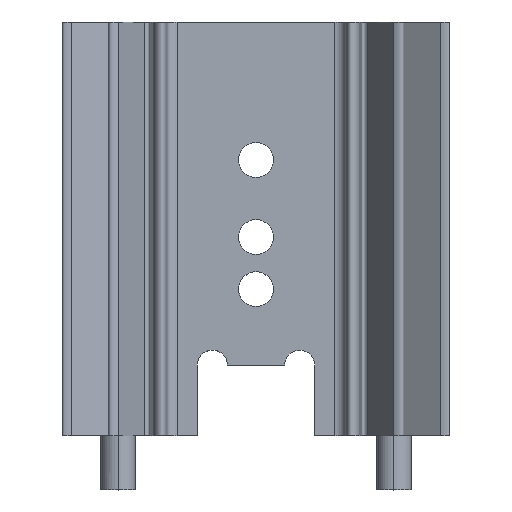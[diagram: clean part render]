
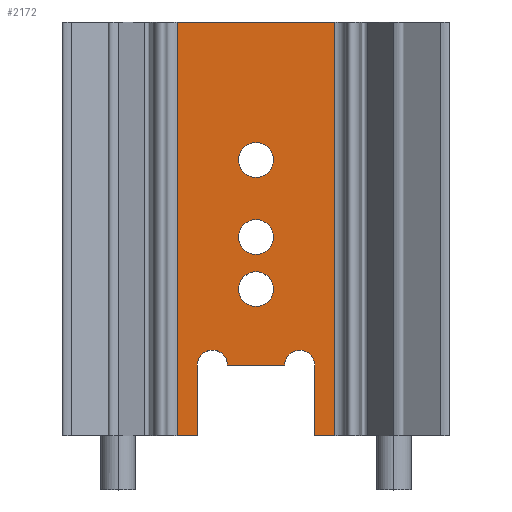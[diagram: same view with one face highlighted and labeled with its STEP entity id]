
A CAD part, top view. The second image highlights one B-rep face of the part: STEP entity #2172.
In plain terms, the highlighted planar face has unit normal (0, 0, 1).
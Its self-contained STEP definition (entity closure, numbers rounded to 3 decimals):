
#17 = EDGE_CURVE ( 'NONE', #2197, #2091, #316, .T. ) ;
#40 = CIRCLE ( 'NONE', #1418, 1.6 ) ;
#42 = VERTEX_POINT ( 'NONE', #1735 ) ;
#51 = DIRECTION ( 'NONE',  ( -1., 0., 0. ) ) ;
#120 = DIRECTION ( 'NONE',  ( 0., 0., -1. ) ) ;
#175 = LINE ( 'NONE', #1424, #693 ) ;
#316 = CIRCLE ( 'NONE', #1263, 1.6 ) ;
#325 = EDGE_LOOP ( 'NONE', ( #925, #1737 ) ) ;
#376 = VERTEX_POINT ( 'NONE', #3081 ) ;
#378 = CARTESIAN_POINT ( 'NONE',  ( 23.019, 6.5, -14.247 ) ) ;
#396 = DIRECTION ( 'NONE',  ( 1., 0., 0. ) ) ;
#404 = CARTESIAN_POINT ( 'NONE',  ( 18.779, 25.4, -14.247 ) ) ;
#443 = DIRECTION ( 'NONE',  ( 1., 0., 0. ) ) ;
#445 = DIRECTION ( 'NONE',  ( 0., 0., -1. ) ) ;
#457 = CARTESIAN_POINT ( 'NONE',  ( 16.365, 6.5, -14.247 ) ) ;
#459 = EDGE_CURVE ( 'NONE', #2916, #42, #1461, .T. ) ;
#468 = CARTESIAN_POINT ( 'NONE',  ( 21.979, 25.4, -14.247 ) ) ;
#500 = DIRECTION ( 'NONE',  ( 0., 1., 0. ) ) ;
#513 = CARTESIAN_POINT ( 'NONE',  ( 21.979, 18.3, -14.247 ) ) ;
#589 = DIRECTION ( 'NONE',  ( 0., 0., -1. ) ) ;
#625 = EDGE_CURVE ( 'NONE', #3116, #1611, #40, .T. ) ;
#647 = VERTEX_POINT ( 'NONE', #2426 ) ;
#650 = DIRECTION ( 'NONE',  ( 0., -1., 0. ) ) ;
#664 = CARTESIAN_POINT ( 'NONE',  ( 13.108, 38.1, -14.247 ) ) ;
#668 = EDGE_CURVE ( 'NONE', #3410, #2276, #175, .T. ) ;
#676 = CARTESIAN_POINT ( 'NONE',  ( 0., 6.5, -14.247 ) ) ;
#686 = VERTEX_POINT ( 'NONE', #2709 ) ;
#693 = VECTOR ( 'NONE', #1891, 1000. ) ;
#697 = DIRECTION ( 'NONE',  ( 0., 0., -1. ) ) ;
#698 = FACE_BOUND ( 'NONE', #1331, .T. ) ;
#699 = CARTESIAN_POINT ( 'NONE',  ( 0., 38.1, -14.247 ) ) ;
#716 = EDGE_LOOP ( 'NONE', ( #935, #3305 ) ) ;
#717 = DIRECTION ( 'NONE',  ( 0., 0., -1. ) ) ;
#755 = EDGE_CURVE ( 'NONE', #2594, #376, #3017, .T. ) ;
#784 = EDGE_CURVE ( 'NONE', #3094, #1605, #2021, .T. ) ;
#795 = VERTEX_POINT ( 'NONE', #1973 ) ;
#805 = CIRCLE ( 'NONE', #1949, 1.6 ) ;
#838 = CIRCLE ( 'NONE', #926, 1.6 ) ;
#918 = PLANE ( 'NONE',  #2546 ) ;
#924 = EDGE_CURVE ( 'NONE', #3426, #647, #1576, .T. ) ;
#925 = ORIENTED_EDGE ( 'NONE', *, *, #625, .T. ) ;
#926 = AXIS2_PLACEMENT_3D ( 'NONE', #3493, #2405, #1094 ) ;
#928 = CARTESIAN_POINT ( 'NONE',  ( 24.399, 6.5, -14.247 ) ) ;
#935 = ORIENTED_EDGE ( 'NONE', *, *, #459, .T. ) ;
#1038 = CARTESIAN_POINT ( 'NONE',  ( 25.779, 6.5, -14.247 ) ) ;
#1068 = AXIS2_PLACEMENT_3D ( 'NONE', #2839, #445, #1269 ) ;
#1094 = DIRECTION ( 'NONE',  ( -1., 0., 0. ) ) ;
#1151 = VECTOR ( 'NONE', #650, 1000. ) ;
#1156 = DIRECTION ( 'NONE',  ( -1., 0., 0. ) ) ;
#1235 = DIRECTION ( 'NONE',  ( 1., 0., 0. ) ) ;
#1263 = AXIS2_PLACEMENT_3D ( 'NONE', #1723, #3045, #2770 ) ;
#1269 = DIRECTION ( 'NONE',  ( -1., 0., 0. ) ) ;
#1275 = CARTESIAN_POINT ( 'NONE',  ( 0., 38.1, -14.247 ) ) ;
#1331 = EDGE_LOOP ( 'NONE', ( #2968, #2159 ) ) ;
#1339 = VECTOR ( 'NONE', #396, 1000. ) ;
#1342 = VECTOR ( 'NONE', #1755, 1000. ) ;
#1376 = ORIENTED_EDGE ( 'NONE', *, *, #2632, .F. ) ;
#1377 = ORIENTED_EDGE ( 'NONE', *, *, #2139, .T. ) ;
#1380 = CARTESIAN_POINT ( 'NONE',  ( 14.979, 6.5, -14.247 ) ) ;
#1389 = DIRECTION ( 'NONE',  ( -1., 0., 0. ) ) ;
#1414 = DIRECTION ( 'NONE',  ( 0., 0., -1. ) ) ;
#1418 = AXIS2_PLACEMENT_3D ( 'NONE', #2722, #1414, #51 ) ;
#1424 = CARTESIAN_POINT ( 'NONE',  ( 27.651, 38.1, -14.247 ) ) ;
#1436 = ORIENTED_EDGE ( 'NONE', *, *, #755, .T. ) ;
#1445 = ORIENTED_EDGE ( 'NONE', *, *, #2481, .F. ) ;
#1461 = CIRCLE ( 'NONE', #1068, 1.6 ) ;
#1496 = LINE ( 'NONE', #3180, #2556 ) ;
#1509 = DIRECTION ( 'NONE',  ( -1., 0., 0. ) ) ;
#1532 = VECTOR ( 'NONE', #1235, 1000. ) ;
#1576 = CIRCLE ( 'NONE', #2046, 1.386 ) ;
#1605 = VERTEX_POINT ( 'NONE', #1038 ) ;
#1611 = VERTEX_POINT ( 'NONE', #513 ) ;
#1663 = CARTESIAN_POINT ( 'NONE',  ( 27.651, 38.1, -14.247 ) ) ;
#1673 = EDGE_CURVE ( 'NONE', #686, #3426, #1496, .T. ) ;
#1680 = CARTESIAN_POINT ( 'NONE',  ( 18.779, 13.5, -14.247 ) ) ;
#1699 = ORIENTED_EDGE ( 'NONE', *, *, #1673, .T. ) ;
#1723 = CARTESIAN_POINT ( 'NONE',  ( 20.379, 25.4, -14.247 ) ) ;
#1735 = CARTESIAN_POINT ( 'NONE',  ( 21.979, 13.5, -14.247 ) ) ;
#1737 = ORIENTED_EDGE ( 'NONE', *, *, #3414, .T. ) ;
#1755 = DIRECTION ( 'NONE',  ( -1., 0., 0. ) ) ;
#1769 = CARTESIAN_POINT ( 'NONE',  ( 18.779, 18.3, -14.247 ) ) ;
#1792 = CARTESIAN_POINT ( 'NONE',  ( 13.108, 38.1, -14.247 ) ) ;
#1801 = LINE ( 'NONE', #699, #2998 ) ;
#1813 = AXIS2_PLACEMENT_3D ( 'NONE', #928, #120, #1951 ) ;
#1840 = LINE ( 'NONE', #3044, #1339 ) ;
#1842 = EDGE_CURVE ( 'NONE', #42, #2916, #805, .T. ) ;
#1891 = DIRECTION ( 'NONE',  ( 0., -1., 0. ) ) ;
#1909 = ORIENTED_EDGE ( 'NONE', *, *, #668, .F. ) ;
#1947 = EDGE_CURVE ( 'NONE', #2091, #2197, #2849, .T. ) ;
#1949 = AXIS2_PLACEMENT_3D ( 'NONE', #2403, #589, #1389 ) ;
#1951 = DIRECTION ( 'NONE',  ( -1., 0., 0. ) ) ;
#1973 = CARTESIAN_POINT ( 'NONE',  ( 25.779, 0., -14.247 ) ) ;
#1983 = CARTESIAN_POINT ( 'NONE',  ( 25.779, 38.1, -14.247 ) ) ;
#2006 = LINE ( 'NONE', #676, #1342 ) ;
#2021 = CIRCLE ( 'NONE', #1813, 1.38 ) ;
#2046 = AXIS2_PLACEMENT_3D ( 'NONE', #457, #697, #1509 ) ;
#2057 = LINE ( 'NONE', #3051, #1532 ) ;
#2081 = DIRECTION ( 'NONE',  ( -1., 0., 0. ) ) ;
#2091 = VERTEX_POINT ( 'NONE', #404 ) ;
#2139 = EDGE_CURVE ( 'NONE', #376, #686, #2057, .T. ) ;
#2154 = VECTOR ( 'NONE', #3097, 1000. ) ;
#2159 = ORIENTED_EDGE ( 'NONE', *, *, #17, .T. ) ;
#2172 = ADVANCED_FACE ( 'NONE', ( #698, #2771, #2600, #3237 ), #918, .F. ) ;
#2197 = VERTEX_POINT ( 'NONE', #468 ) ;
#2209 = DIRECTION ( 'NONE',  ( 0., 0., -1. ) ) ;
#2276 = VERTEX_POINT ( 'NONE', #2327 ) ;
#2327 = CARTESIAN_POINT ( 'NONE',  ( 27.651, 0., -14.247 ) ) ;
#2382 = EDGE_LOOP ( 'NONE', ( #1377, #1699, #3403, #1445, #2537, #2642, #2565, #1909, #1376, #1436 ) ) ;
#2403 = CARTESIAN_POINT ( 'NONE',  ( 20.379, 13.5, -14.247 ) ) ;
#2405 = DIRECTION ( 'NONE',  ( 0., 0., -1. ) ) ;
#2426 = CARTESIAN_POINT ( 'NONE',  ( 17.752, 6.5, -14.247 ) ) ;
#2481 = EDGE_CURVE ( 'NONE', #3094, #647, #2006, .T. ) ;
#2537 = ORIENTED_EDGE ( 'NONE', *, *, #784, .T. ) ;
#2546 = AXIS2_PLACEMENT_3D ( 'NONE', #1275, #717, #2081 ) ;
#2556 = VECTOR ( 'NONE', #500, 1000. ) ;
#2565 = ORIENTED_EDGE ( 'NONE', *, *, #3132, .T. ) ;
#2594 = VERTEX_POINT ( 'NONE', #1792 ) ;
#2600 = FACE_BOUND ( 'NONE', #716, .T. ) ;
#2632 = EDGE_CURVE ( 'NONE', #2594, #3410, #1801, .T. ) ;
#2642 = ORIENTED_EDGE ( 'NONE', *, *, #3054, .F. ) ;
#2709 = CARTESIAN_POINT ( 'NONE',  ( 14.979, 0., -14.247 ) ) ;
#2710 = CARTESIAN_POINT ( 'NONE',  ( 20.379, 25.4, -14.247 ) ) ;
#2722 = CARTESIAN_POINT ( 'NONE',  ( 20.379, 18.3, -14.247 ) ) ;
#2770 = DIRECTION ( 'NONE',  ( -1., 0., 0. ) ) ;
#2771 = FACE_BOUND ( 'NONE', #325, .T. ) ;
#2794 = LINE ( 'NONE', #1983, #2154 ) ;
#2839 = CARTESIAN_POINT ( 'NONE',  ( 20.379, 13.5, -14.247 ) ) ;
#2849 = CIRCLE ( 'NONE', #3393, 1.6 ) ;
#2916 = VERTEX_POINT ( 'NONE', #1680 ) ;
#2968 = ORIENTED_EDGE ( 'NONE', *, *, #1947, .T. ) ;
#2998 = VECTOR ( 'NONE', #443, 1000. ) ;
#3017 = LINE ( 'NONE', #664, #1151 ) ;
#3044 = CARTESIAN_POINT ( 'NONE',  ( 0., 0., -14.247 ) ) ;
#3045 = DIRECTION ( 'NONE',  ( 0., 0., -1. ) ) ;
#3051 = CARTESIAN_POINT ( 'NONE',  ( 0., 0., -14.247 ) ) ;
#3054 = EDGE_CURVE ( 'NONE', #795, #1605, #2794, .T. ) ;
#3081 = CARTESIAN_POINT ( 'NONE',  ( 13.108, 0., -14.247 ) ) ;
#3094 = VERTEX_POINT ( 'NONE', #378 ) ;
#3097 = DIRECTION ( 'NONE',  ( 0., 1., 0. ) ) ;
#3116 = VERTEX_POINT ( 'NONE', #1769 ) ;
#3132 = EDGE_CURVE ( 'NONE', #795, #2276, #1840, .T. ) ;
#3180 = CARTESIAN_POINT ( 'NONE',  ( 14.979, 38.1, -14.247 ) ) ;
#3237 = FACE_OUTER_BOUND ( 'NONE', #2382, .T. ) ;
#3305 = ORIENTED_EDGE ( 'NONE', *, *, #1842, .T. ) ;
#3393 = AXIS2_PLACEMENT_3D ( 'NONE', #2710, #2209, #1156 ) ;
#3403 = ORIENTED_EDGE ( 'NONE', *, *, #924, .T. ) ;
#3410 = VERTEX_POINT ( 'NONE', #1663 ) ;
#3414 = EDGE_CURVE ( 'NONE', #1611, #3116, #838, .T. ) ;
#3426 = VERTEX_POINT ( 'NONE', #1380 ) ;
#3493 = CARTESIAN_POINT ( 'NONE',  ( 20.379, 18.3, -14.247 ) ) ;
